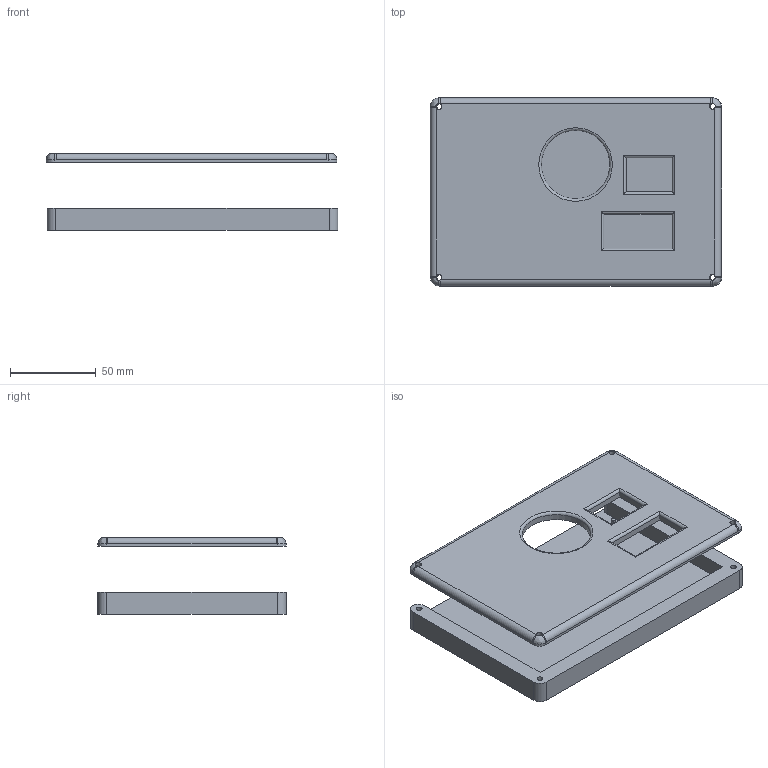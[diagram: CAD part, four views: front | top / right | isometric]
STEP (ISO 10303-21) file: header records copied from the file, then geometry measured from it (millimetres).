
FILE_DESCRIPTION(/* description */ (''),/* implementation_level */ '2;1');
FILE_NAME(/* name */ 'FloppySquare Assembled.step',/* time_stamp */ '2025-07-31T20:25:14-07:00',/* author */ (''),/* organization */ (''),/* preprocessor_version */ 'ST-DEVELOPER v20.1',/* originating_system */ 'Autodesk Translation Framework v14.10.0.0',/* authorisation */ '');
FILE_SCHEMA (('AUTOMOTIVE_DESIGN { 1 0 10303 214 3 1 1 }'));
Length unit declared in the file: millimetre
Products named in the file (3): 2025-07-31-20-16-43-041; 2025-07-31-20-17-13-710; 2025-07-31-20-17-31-222
Assembly tree (2 placements, depth 2):
  2025-07-31-20-16-43-041
    2025-07-31-20-17-13-710
    2025-07-31-20-17-31-222
Bounding box: 170.5 x 110 x 45 mm (x, y, z)
Volume: 168927.9 mm3; surface area: 82867.4 mm2
Topology: 2 solids, 2 shells, 88 faces, 208 edges, 128 vertices
Faces by surface type: cylinder 47, plane 32, bspline 8, torus 1
Full cylindrical faces by diameter (mm): 2.5 x4, 3.4 x8, 6 x4, 40 x1
Entity records: 2788 total; most frequent: CARTESIAN_POINT 605, DIRECTION 465, ORIENTED_EDGE 416, EDGE_CURVE 208, AXIS2_PLACEMENT_3D 180, VERTEX_POINT 128, EDGE_LOOP 114, LINE 105
